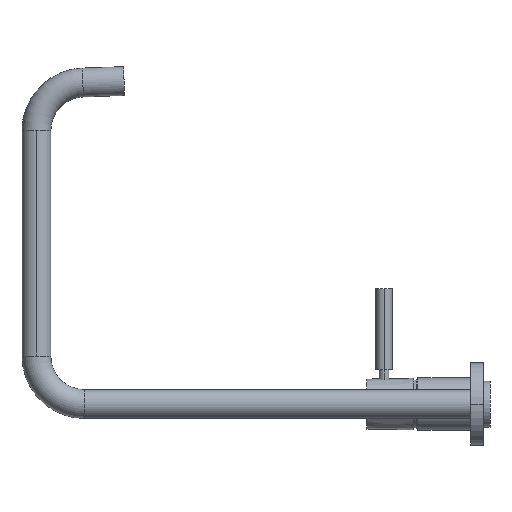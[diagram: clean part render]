
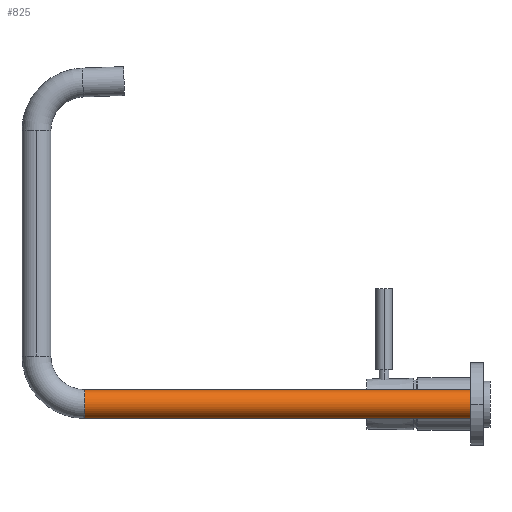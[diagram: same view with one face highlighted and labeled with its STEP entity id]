
A CAD part, left-side view. The second image highlights one B-rep face of the part: STEP entity #825.
In plain terms, the highlighted cylindrical face has radius 10.5 mm (diameter 21 mm), a partial arc.
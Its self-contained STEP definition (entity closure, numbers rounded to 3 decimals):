
#18 = VERTEX_POINT ( 'NONE', #635 ) ;
#65 = VECTOR ( 'NONE', #1133, 1000. ) ;
#115 = CARTESIAN_POINT ( 'NONE',  ( 0., 0., 0. ) ) ;
#142 = VERTEX_POINT ( 'NONE', #579 ) ;
#162 = CYLINDRICAL_SURFACE ( 'NONE', #1211, 10.5 ) ;
#174 = ORIENTED_EDGE ( 'NONE', *, *, #1396, .T. ) ;
#183 = CARTESIAN_POINT ( 'NONE',  ( 0., 281., 10.5 ) ) ;
#218 = VECTOR ( 'NONE', #979, 1000. ) ;
#323 = EDGE_CURVE ( 'NONE', #1081, #1362, #1589, .T. ) ;
#381 = EDGE_CURVE ( 'NONE', #142, #18, #1692, .T. ) ;
#401 = AXIS2_PLACEMENT_3D ( 'NONE', #1411, #512, #1041 ) ;
#419 = DIRECTION ( 'NONE',  ( 0., 0., -1. ) ) ;
#434 = ORIENTED_EDGE ( 'NONE', *, *, #381, .F. ) ;
#459 = AXIS2_PLACEMENT_3D ( 'NONE', #115, #530, #1315 ) ;
#486 = LINE ( 'NONE', #1529, #65 ) ;
#512 = DIRECTION ( 'NONE',  ( 0., 1., 0. ) ) ;
#530 = DIRECTION ( 'NONE',  ( 0., 1., 0. ) ) ;
#579 = CARTESIAN_POINT ( 'NONE',  ( 0., 281., -10.5 ) ) ;
#635 = CARTESIAN_POINT ( 'NONE',  ( 0., 281., 10.5 ) ) ;
#666 = CARTESIAN_POINT ( 'NONE',  ( 0., 0., -10.5 ) ) ;
#808 = EDGE_LOOP ( 'NONE', ( #1605, #434, #174, #1210 ) ) ;
#818 = CARTESIAN_POINT ( 'NONE',  ( 0., 281., 0. ) ) ;
#825 = ADVANCED_FACE ( 'NONE', ( #1350 ), #162, .T. ) ;
#979 = DIRECTION ( 'NONE',  ( 0., -1., 0. ) ) ;
#1041 = DIRECTION ( 'NONE',  ( 0., 0., 1. ) ) ;
#1081 = VERTEX_POINT ( 'NONE', #666 ) ;
#1133 = DIRECTION ( 'NONE',  ( 0., -1., 0. ) ) ;
#1210 = ORIENTED_EDGE ( 'NONE', *, *, #323, .T. ) ;
#1211 = AXIS2_PLACEMENT_3D ( 'NONE', #818, #1607, #419 ) ;
#1315 = DIRECTION ( 'NONE',  ( 0., 0., 1. ) ) ;
#1350 = FACE_OUTER_BOUND ( 'NONE', #808, .T. ) ;
#1362 = VERTEX_POINT ( 'NONE', #1524 ) ;
#1396 = EDGE_CURVE ( 'NONE', #142, #1081, #486, .T. ) ;
#1411 = CARTESIAN_POINT ( 'NONE',  ( 0., 281., 0. ) ) ;
#1524 = CARTESIAN_POINT ( 'NONE',  ( 0., 0., 10.5 ) ) ;
#1529 = CARTESIAN_POINT ( 'NONE',  ( 0., 281., -10.5 ) ) ;
#1558 = EDGE_CURVE ( 'NONE', #18, #1362, #1623, .T. ) ;
#1589 = CIRCLE ( 'NONE', #459, 10.5 ) ;
#1605 = ORIENTED_EDGE ( 'NONE', *, *, #1558, .F. ) ;
#1607 = DIRECTION ( 'NONE',  ( 0., -1., 0. ) ) ;
#1623 = LINE ( 'NONE', #183, #218 ) ;
#1692 = CIRCLE ( 'NONE', #401, 10.5 ) ;
